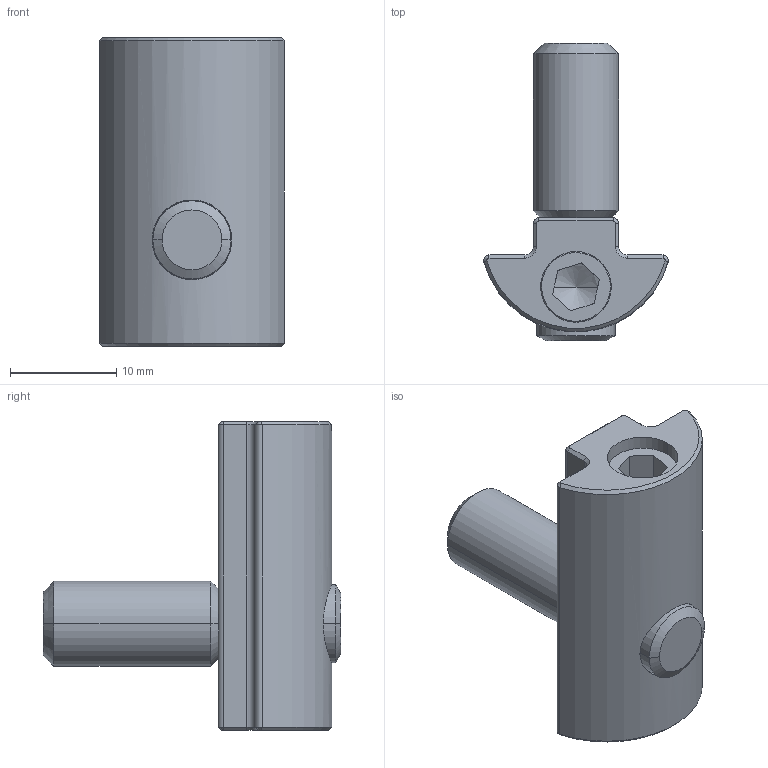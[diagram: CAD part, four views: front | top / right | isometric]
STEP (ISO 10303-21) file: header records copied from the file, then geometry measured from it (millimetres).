
FILE_DESCRIPTION (( 'STEP AP214' ), '1' );
FILE_NAME ('FIXE08E1524-Fixation centrale directe 8 40-90°.step', '2023-03-24T10:04:30', ( 'Altae' ), ( '' ), 'SwSTEP 2.0', 'SolidWorks 2021', '' );
FILE_SCHEMA (( 'AUTOMOTIVE_DESIGN' ));
Length unit declared in the file: millimetre
Products named in the file (1): FIXE08E1524-Fixation centrale directe 8 40-90°
Bounding box: 17.36 x 28 x 29 mm (x, y, z)
Volume: 4431.1 mm3; surface area: 3291.1 mm2
Topology: 3 solids, 3 shells, 78 faces, 183 edges, 107 vertices
Faces by surface type: cone 31, plane 28, cylinder 19
Entity records: 2448 total; most frequent: CARTESIAN_POINT 648, DIRECTION 366, ORIENTED_EDGE 358, EDGE_CURVE 179, AXIS2_PLACEMENT_3D 139, VERTEX_POINT 107, VECTOR 88, LINE 88
